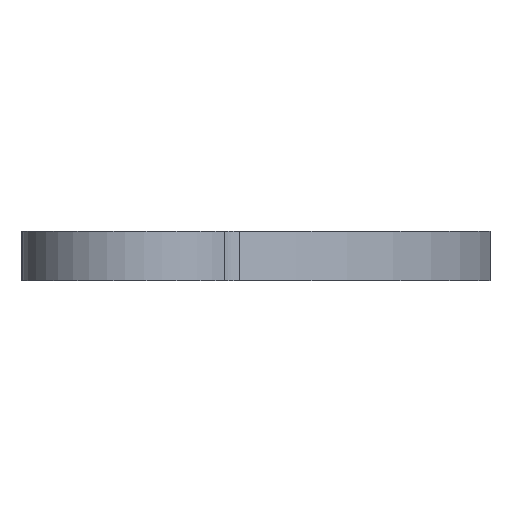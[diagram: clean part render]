
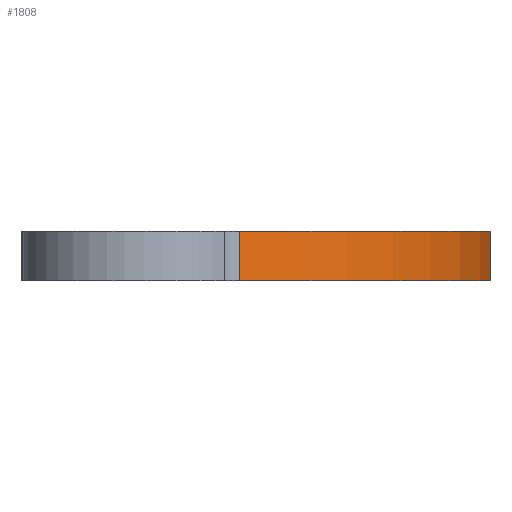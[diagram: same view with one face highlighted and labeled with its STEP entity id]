
A CAD part, front view. The second image highlights one B-rep face of the part: STEP entity #1808.
In plain terms, the highlighted cylindrical face has radius 57.543 mm (diameter 115.087 mm), a partial arc.
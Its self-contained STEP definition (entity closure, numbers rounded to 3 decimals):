
#4 = DIRECTION ( 'NONE',  ( 0., 0., 1. ) ) ;
#114 = DIRECTION ( 'NONE',  ( 0., 0., 1. ) ) ;
#122 = CARTESIAN_POINT ( 'NONE',  ( 16.775, -240.044, 8. ) ) ;
#202 = VERTEX_POINT ( 'NONE', #2033 ) ;
#346 = CARTESIAN_POINT ( 'NONE',  ( 16.101, -129.755, 8. ) ) ;
#385 = EDGE_CURVE ( 'NONE', #546, #1769, #2446, .T. ) ;
#449 = CARTESIAN_POINT ( 'NONE',  ( 16.101, -129.755, 8. ) ) ;
#546 = VERTEX_POINT ( 'NONE', #1666 ) ;
#591 = DIRECTION ( 'NONE',  ( 1., 0., 0. ) ) ;
#637 = CYLINDRICAL_SURFACE ( 'NONE', #2378, 57.543 ) ;
#748 = DIRECTION ( 'NONE',  ( 1., 0., 0. ) ) ;
#774 = CARTESIAN_POINT ( 'NONE',  ( 0., -185., 0. ) ) ;
#828 = CIRCLE ( 'NONE', #1507, 57.543 ) ;
#858 = DIRECTION ( 'NONE',  ( 0., 0., -1. ) ) ;
#878 = VERTEX_POINT ( 'NONE', #1173 ) ;
#886 = DIRECTION ( 'NONE',  ( -1., 0., 0. ) ) ;
#944 = ORIENTED_EDGE ( 'NONE', *, *, #385, .T. ) ;
#995 = VECTOR ( 'NONE', #114, 1000. ) ;
#1060 = FACE_OUTER_BOUND ( 'NONE', #1120, .T. ) ;
#1120 = EDGE_LOOP ( 'NONE', ( #2412, #1309, #1873, #944 ) ) ;
#1173 = CARTESIAN_POINT ( 'NONE',  ( 16.775, -240.044, 8. ) ) ;
#1273 = LINE ( 'NONE', #122, #2034 ) ;
#1309 = ORIENTED_EDGE ( 'NONE', *, *, #1888, .T. ) ;
#1345 = DIRECTION ( 'NONE',  ( 0., 0., -1. ) ) ;
#1507 = AXIS2_PLACEMENT_3D ( 'NONE', #774, #4, #591 ) ;
#1666 = CARTESIAN_POINT ( 'NONE',  ( 16.101, -129.755, 0. ) ) ;
#1678 = DIRECTION ( 'NONE',  ( 0., 0., 1. ) ) ;
#1769 = VERTEX_POINT ( 'NONE', #449 ) ;
#1808 = ADVANCED_FACE ( 'NONE', ( #1060 ), #637, .T. ) ;
#1873 = ORIENTED_EDGE ( 'NONE', *, *, #2323, .T. ) ;
#1876 = CIRCLE ( 'NONE', #2299, 57.543 ) ;
#1884 = CARTESIAN_POINT ( 'NONE',  ( 0., -185., 8. ) ) ;
#1888 = EDGE_CURVE ( 'NONE', #878, #202, #1273, .T. ) ;
#2033 = CARTESIAN_POINT ( 'NONE',  ( 16.775, -240.044, 0. ) ) ;
#2034 = VECTOR ( 'NONE', #1345, 1000. ) ;
#2186 = CARTESIAN_POINT ( 'NONE',  ( 0., -185., 8. ) ) ;
#2236 = EDGE_CURVE ( 'NONE', #878, #1769, #1876, .T. ) ;
#2299 = AXIS2_PLACEMENT_3D ( 'NONE', #1884, #1678, #748 ) ;
#2323 = EDGE_CURVE ( 'NONE', #202, #546, #828, .T. ) ;
#2378 = AXIS2_PLACEMENT_3D ( 'NONE', #2186, #858, #886 ) ;
#2412 = ORIENTED_EDGE ( 'NONE', *, *, #2236, .F. ) ;
#2446 = LINE ( 'NONE', #346, #995 ) ;
